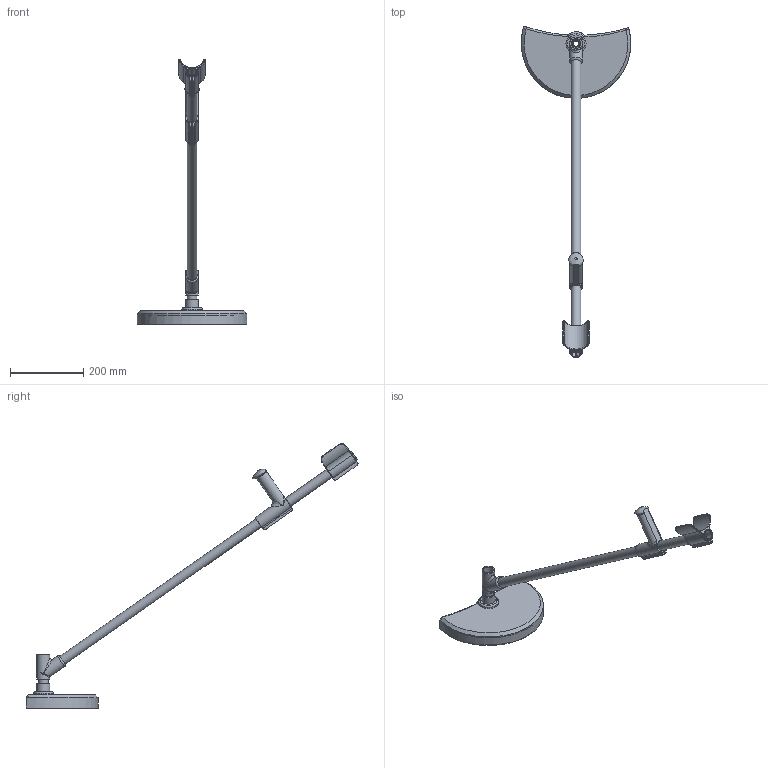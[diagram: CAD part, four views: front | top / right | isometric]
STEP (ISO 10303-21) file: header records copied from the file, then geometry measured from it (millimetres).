
FILE_DESCRIPTION( ( '' ), ' ' );
FILE_NAME( '59db31dac49f51100d8dd8b3.step', '2017-10-09T08:22:52', ( '' ), ( '' ), ' ', ' ', ' ' );
FILE_SCHEMA( ( 'AUTOMOTIVE_DESIGN { 1 0 10303 214 1 1 1 1 }' ) );
Length unit declared in the file: metre
Products named in the file (7): Protection; Bottom Flange; PVC tube; Elbow; Long tube; Handle; Part 7
Bounding box: 299.81 x 907.53 x 723.17 mm (x, y, z)
Volume: 757721.3 mm3; surface area: 394658.7 mm2
Topology: 7 solids, 7 shells, 170 faces, 428 edges, 268 vertices
Faces by surface type: cylinder 61, plane 52, torus 26, bspline 25, extrusion 4, cone 2
Full cylindrical faces by diameter (mm): 4 x8, 15 x1, 20 x2, 21.619 x1, 26.158 x1, 26.189 x2, 27 x3, 35 x3, 55 x1
Entity records: 14630 total; most frequent: CARTESIAN_POINT 9392, DIRECTION 778, ORIENTED_EDGE 774, EDGE_CURVE 387, AXIS2_PLACEMENT_3D 338, VERTEX_POINT 258, EDGE_LOOP 227, FACE_OUTER_BOUND 196
